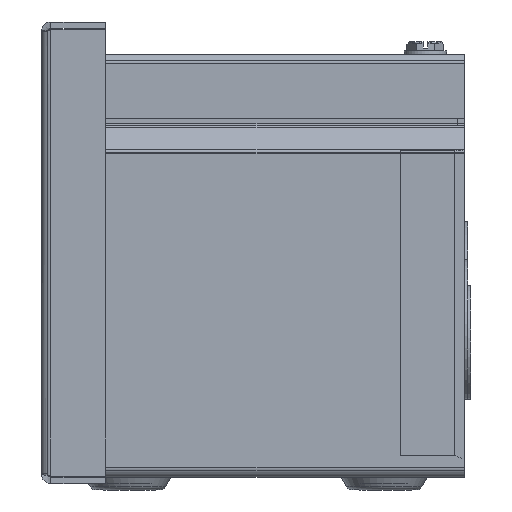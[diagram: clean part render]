
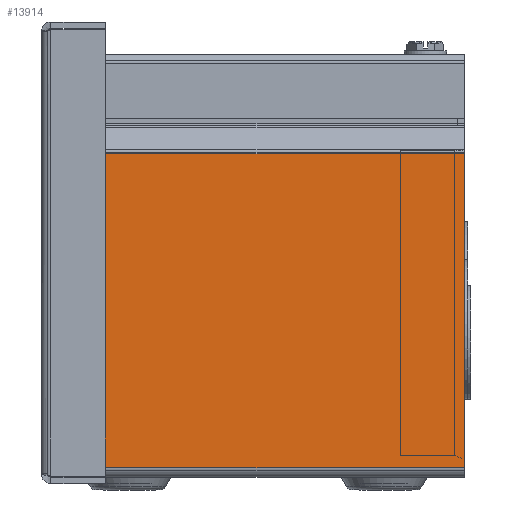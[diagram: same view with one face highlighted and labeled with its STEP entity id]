
A CAD part, left-side view. The second image highlights one B-rep face of the part: STEP entity #13914.
In plain terms, the highlighted planar face has unit normal (-1, 0, 0).
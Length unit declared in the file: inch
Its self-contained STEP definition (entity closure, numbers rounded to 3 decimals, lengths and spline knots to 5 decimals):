
#763=LINE($,#20188,#1873);
#766=LINE($,#20194,#1876);
#774=LINE($,#20217,#1884);
#775=LINE($,#20221,#1885);
#1873=VECTOR($,#16368,4.0625);
#1876=VECTOR($,#16373,3.06099);
#1884=VECTOR($,#16405,4.0625);
#1885=VECTOR($,#16412,3.06099);
#2962=PLANE($,#14814);
#3543=FACE_OUTER_BOUND($,#4386,.T.);
#4386=EDGE_LOOP($,(#9236,#9237,#9238,#9239));
#5840=VERTEX_POINT($,#20176);
#5841=VERTEX_POINT($,#20180);
#5843=VERTEX_POINT($,#20192);
#5846=VERTEX_POINT($,#20216);
#7118=EDGE_CURVE($,#5840,#5841,#763,.T.);
#7121=EDGE_CURVE($,#5843,#5841,#766,.T.);
#7133=EDGE_CURVE($,#5843,#5846,#774,.T.);
#7136=EDGE_CURVE($,#5840,#5846,#775,.T.);
#9236=ORIENTED_EDGE($,*,*,#7118,.T.);
#9237=ORIENTED_EDGE($,*,*,#7121,.F.);
#9238=ORIENTED_EDGE($,*,*,#7133,.T.);
#9239=ORIENTED_EDGE($,*,*,#7136,.F.);
#13914=ADVANCED_FACE($,(#3543),#2962,.F.);
#14814=AXIS2_PLACEMENT_3D($,#20229,#16424,#16425);
#16368=DIRECTION($,(0.,1.,0.));
#16373=DIRECTION($,(0.,0.,1.));
#16405=DIRECTION($,(0.,-1.,0.));
#16412=DIRECTION($,(0.,0.,-1.));
#16424=DIRECTION('center_axis',(1.,0.,0.));
#16425=DIRECTION('ref_axis',(0.,0.,-1.));
#20176=CARTESIAN_POINT('',(-12.0625,-2.03125,3.15424));
#20180=CARTESIAN_POINT('',(-12.0625,2.03125,3.15424));
#20188=CARTESIAN_POINT($,(-12.0625,1.01563,3.15424));
#20192=CARTESIAN_POINT('',(-12.0625,2.03125,0.09325));
#20194=CARTESIAN_POINT($,(-12.0625,2.03125,0.09325));
#20216=CARTESIAN_POINT('',(-12.0625,-2.03125,0.09325));
#20217=CARTESIAN_POINT($,(-12.0625,0.,0.09325));
#20221=CARTESIAN_POINT($,(-12.0625,-2.03125,-0.04446));
#20229=CARTESIAN_POINT('Origin',(-12.0625,0.,1.5997));
